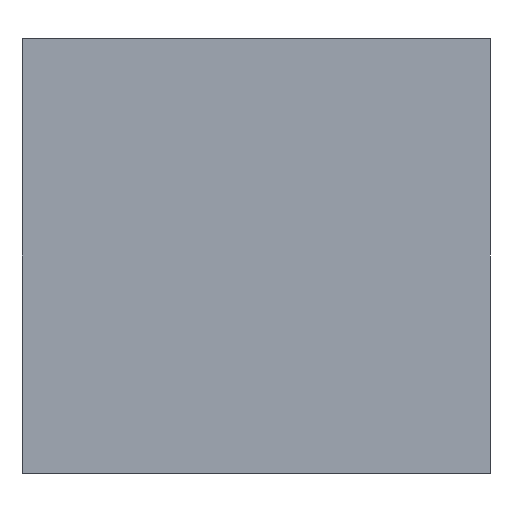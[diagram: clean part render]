
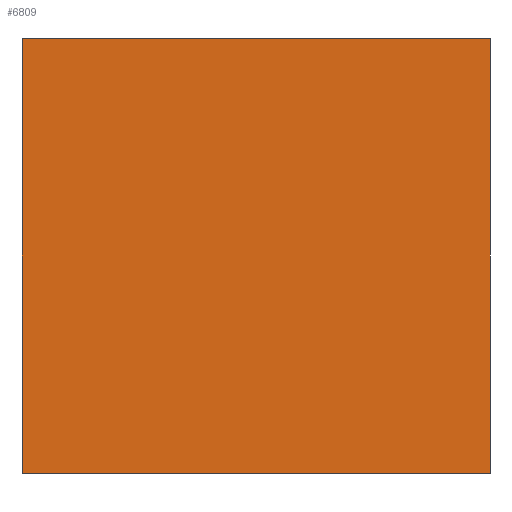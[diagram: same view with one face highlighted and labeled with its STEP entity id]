
A CAD part, left-side view. The second image highlights one B-rep face of the part: STEP entity #6809.
In plain terms, the highlighted planar face has unit normal (-1, 0, 0).
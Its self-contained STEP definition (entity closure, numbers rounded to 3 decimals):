
#1 = DIRECTION ( 'NONE',  ( 0., -1., 0. ) ) ;
#460 = AXIS2_PLACEMENT_3D ( 'NONE', #7299, #2889, #7380 ) ;
#502 = DIRECTION ( 'NONE',  ( 0., 0., -1. ) ) ;
#618 = CARTESIAN_POINT ( 'NONE',  ( -895., 245., 455. ) ) ;
#1412 = CARTESIAN_POINT ( 'NONE',  ( -895., -245., 455. ) ) ;
#2408 = ORIENTED_EDGE ( 'NONE', *, *, #6891, .F. ) ;
#2889 = DIRECTION ( 'NONE',  ( 1., 0., 0. ) ) ;
#4106 = DIRECTION ( 'NONE',  ( 0., 0., -1. ) ) ;
#4827 = FACE_OUTER_BOUND ( 'NONE', #11548, .T. ) ;
#5441 = CARTESIAN_POINT ( 'NONE',  ( -895., -245., 455. ) ) ;
#5672 = VECTOR ( 'NONE', #10961, 1000. ) ;
#5731 = ORIENTED_EDGE ( 'NONE', *, *, #6674, .T. ) ;
#6129 = CARTESIAN_POINT ( 'NONE',  ( -895., 245., 0. ) ) ;
#6334 = VERTEX_POINT ( 'NONE', #618 ) ;
#6513 = CARTESIAN_POINT ( 'NONE',  ( -895., 245., 455. ) ) ;
#6665 = LINE ( 'NONE', #6513, #7241 ) ;
#6674 = EDGE_CURVE ( 'NONE', #10310, #11025, #11101, .T. ) ;
#6809 = ADVANCED_FACE ( 'NONE', ( #4827 ), #8647, .F. ) ;
#6891 = EDGE_CURVE ( 'NONE', #6334, #9526, #9099, .T. ) ;
#7241 = VECTOR ( 'NONE', #502, 1000. ) ;
#7299 = CARTESIAN_POINT ( 'NONE',  ( -895., -245., 455. ) ) ;
#7376 = VECTOR ( 'NONE', #1, 1000. ) ;
#7380 = DIRECTION ( 'NONE',  ( 0., 1., 0. ) ) ;
#7506 = ORIENTED_EDGE ( 'NONE', *, *, #9874, .F. ) ;
#8542 = LINE ( 'NONE', #1412, #8833 ) ;
#8647 = PLANE ( 'NONE',  #460 ) ;
#8833 = VECTOR ( 'NONE', #4106, 1000. ) ;
#9099 = LINE ( 'NONE', #5441, #7376 ) ;
#9526 = VERTEX_POINT ( 'NONE', #11653 ) ;
#9874 = EDGE_CURVE ( 'NONE', #9526, #11025, #8542, .T. ) ;
#10051 = CARTESIAN_POINT ( 'NONE',  ( -895., -245., 0. ) ) ;
#10310 = VERTEX_POINT ( 'NONE', #6129 ) ;
#10612 = CARTESIAN_POINT ( 'NONE',  ( -895., -245., 0. ) ) ;
#10628 = EDGE_CURVE ( 'NONE', #6334, #10310, #6665, .T. ) ;
#10929 = ORIENTED_EDGE ( 'NONE', *, *, #10628, .T. ) ;
#10961 = DIRECTION ( 'NONE',  ( 0., -1., 0. ) ) ;
#11025 = VERTEX_POINT ( 'NONE', #10051 ) ;
#11101 = LINE ( 'NONE', #10612, #5672 ) ;
#11548 = EDGE_LOOP ( 'NONE', ( #5731, #7506, #2408, #10929 ) ) ;
#11653 = CARTESIAN_POINT ( 'NONE',  ( -895., -245., 455. ) ) ;
